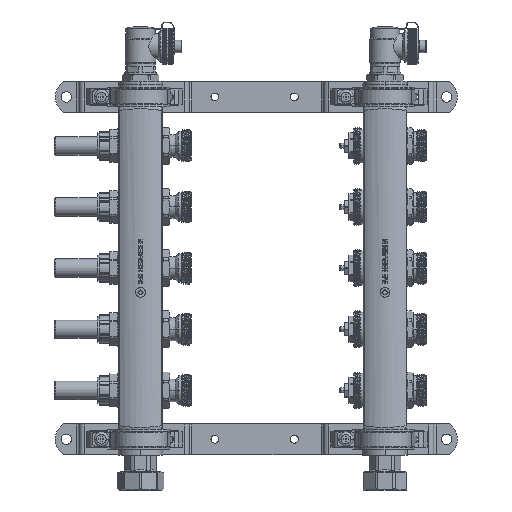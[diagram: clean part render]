
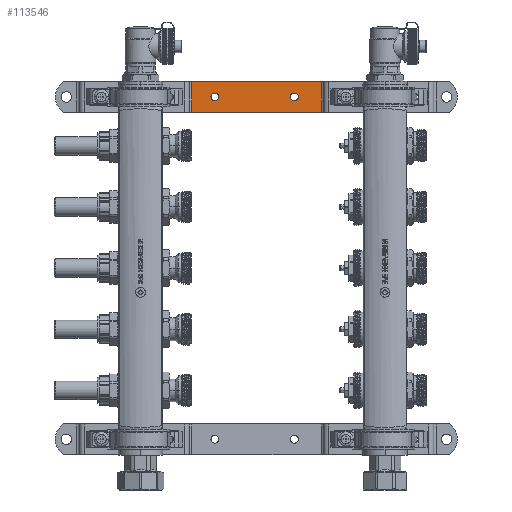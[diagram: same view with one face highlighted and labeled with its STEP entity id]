
A CAD part, left-side view. The second image highlights one B-rep face of the part: STEP entity #113546.
In plain terms, the highlighted planar face has unit normal (-1, 0, 0).
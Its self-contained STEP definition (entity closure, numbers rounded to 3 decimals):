
#21493=DIRECTION('',(0.,1.,0.));
#21494=VECTOR('',#21493,106.);
#21495=CARTESIAN_POINT('',(29.5,-147.8,152.5));
#21496=LINE('',#21495,#21494);
#21618=DIRECTION('',(0.,0.,-1.));
#21619=VECTOR('',#21618,25.);
#21620=CARTESIAN_POINT('',(29.5,-147.8,152.5));
#21621=LINE('',#21620,#21619);
#21622=DIRECTION('',(0.,0.,-1.));
#21623=VECTOR('',#21622,25.);
#21624=CARTESIAN_POINT('',(29.5,-41.8,152.5));
#21625=LINE('',#21624,#21623);
#21626=CARTESIAN_POINT('',(29.5,-60.8,140.));
#21627=DIRECTION('',(1.,0.,0.));
#21628=DIRECTION('',(0.,0.,-1.));
#21629=AXIS2_PLACEMENT_3D('',#21626,#21627,#21628);
#21631=CARTESIAN_POINT('',(29.5,-60.8,140.));
#21632=DIRECTION('',(1.,0.,0.));
#21633=DIRECTION('',(0.,0.,1.));
#21634=AXIS2_PLACEMENT_3D('',#21631,#21632,#21633);
#21636=CARTESIAN_POINT('',(29.5,-125.8,140.));
#21637=DIRECTION('',(1.,0.,0.));
#21638=DIRECTION('',(0.,0.,-1.));
#21639=AXIS2_PLACEMENT_3D('',#21636,#21637,#21638);
#21641=CARTESIAN_POINT('',(29.5,-125.8,140.));
#21642=DIRECTION('',(1.,0.,0.));
#21643=DIRECTION('',(0.,0.,1.));
#21644=AXIS2_PLACEMENT_3D('',#21641,#21642,#21643);
#21690=DIRECTION('',(0.,1.,0.));
#21691=VECTOR('',#21690,106.);
#21692=CARTESIAN_POINT('',(29.5,-147.8,127.5));
#21693=LINE('',#21692,#21691);
#79272=CARTESIAN_POINT('',(29.5,-147.8,152.5));
#79273=CARTESIAN_POINT('',(29.5,-41.8,152.5));
#79274=VERTEX_POINT('',#79272);
#79275=VERTEX_POINT('',#79273);
#79276=CARTESIAN_POINT('',(29.5,-147.8,127.5));
#79277=CARTESIAN_POINT('',(29.5,-41.8,127.5));
#79278=VERTEX_POINT('',#79276);
#79279=VERTEX_POINT('',#79277);
#79814=CARTESIAN_POINT('',(29.5,-60.8,136.8));
#79815=VERTEX_POINT('',#79814);
#79816=CARTESIAN_POINT('',(29.5,-60.8,143.2));
#79817=VERTEX_POINT('',#79816);
#80052=CARTESIAN_POINT('',(29.5,-125.8,136.8));
#80053=CARTESIAN_POINT('',(29.5,-125.8,143.2));
#80054=VERTEX_POINT('',#80052);
#80055=VERTEX_POINT('',#80053);
#113521=CARTESIAN_POINT('',(29.5,-149.8,152.5));
#113522=DIRECTION('',(-1.,0.,0.));
#113523=DIRECTION('',(0.,1.,0.));
#113524=AXIS2_PLACEMENT_3D('',#113521,#113522,#113523);
#113525=PLANE('',#113524);
#113526=ORIENTED_EDGE('',*,*,#113341,.F.);
#113528=ORIENTED_EDGE('',*,*,#113527,.T.);
#113530=ORIENTED_EDGE('',*,*,#113529,.T.);
#113531=ORIENTED_EDGE('',*,*,#113513,.F.);
#113532=EDGE_LOOP('',(#113526,#113528,#113530,#113531));
#113533=FACE_OUTER_BOUND('',#113532,.F.);
#113535=ORIENTED_EDGE('',*,*,#113534,.F.);
#113537=ORIENTED_EDGE('',*,*,#113536,.F.);
#113538=EDGE_LOOP('',(#113535,#113537));
#113539=FACE_BOUND('',#113538,.F.);
#113541=ORIENTED_EDGE('',*,*,#113540,.F.);
#113543=ORIENTED_EDGE('',*,*,#113542,.F.);
#113544=EDGE_LOOP('',(#113541,#113543));
#113545=FACE_BOUND('',#113544,.F.);
#113546=ADVANCED_FACE('',(#113533,#113539,#113545),#113525,.T.);
#21630=CIRCLE('',#21629,3.2);
#21635=CIRCLE('',#21634,3.2);
#21640=CIRCLE('',#21639,3.2);
#21645=CIRCLE('',#21644,3.2);
#113341=EDGE_CURVE('',#79274,#79275,#21496,.T.);
#113513=EDGE_CURVE('',#79275,#79279,#21625,.T.);
#113527=EDGE_CURVE('',#79274,#79278,#21621,.T.);
#113529=EDGE_CURVE('',#79278,#79279,#21693,.T.);
#113534=EDGE_CURVE('',#79815,#79817,#21630,.T.);
#113536=EDGE_CURVE('',#79817,#79815,#21635,.T.);
#113540=EDGE_CURVE('',#80054,#80055,#21640,.T.);
#113542=EDGE_CURVE('',#80055,#80054,#21645,.T.);
